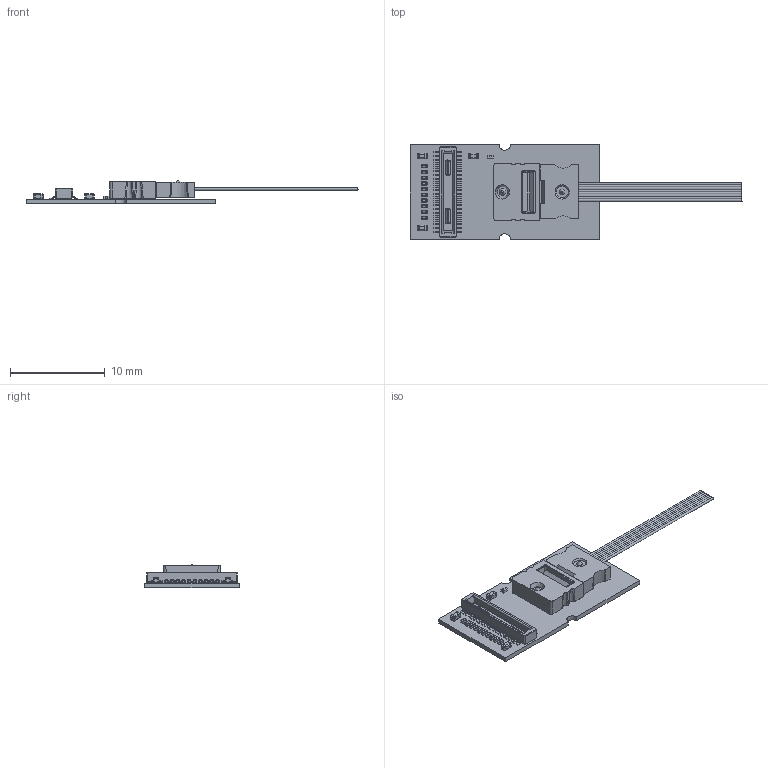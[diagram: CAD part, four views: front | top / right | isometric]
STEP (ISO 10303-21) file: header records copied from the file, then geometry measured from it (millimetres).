
FILE_DESCRIPTION(/* description */ (''),/* implementation_level */ '2;1');
FILE_NAME(/* name */ 'CERN_VTRxPlus_V7_with_pigtail.stp',/* time_stamp */ '2018-10-08T14:31:32+02:00',/* author */ ('csoos'),/* organization */ (''),/* preprocessor_version */ 'ST-DEVELOPER v15.6',/* originating_system */ 'Autodesk Inventor 2015',/* authorisation */ '');
FILE_SCHEMA (('AUTOMOTIVE_DESIGN { 1 0 10303 214 3 1 1 }'));
Length unit declared in the file: micrometre
Products named in the file (35): Board; CAPC0603X33N; C4; C3; C2; C1; RESC0603X28N; TH1; C7; C6; C5; DF40C-40DP; J1; PHILIPS_ULMPIN-14-TT-N0101U; D2; PHILIPS_ULM850-14-TT-N0104U; D1; CAPC1005X55N; C12; C11; C10; C9; C8; CERN_GBTIA; IC2; CERN_LDQ10v2; IC1; C13; OT-006_f; LEDLP_8CH; LP1; OT-007_f; ribbon; LP1_jumper; CERN_VTRxPlus_V7
Assembly tree (45 placements, depth 4):
  CERN_VTRxPlus_V7
    Board
    C4
      CAPC0603X33N
    C3
      CAPC0603X33N
    C2
      CAPC0603X33N
    C1
      CAPC0603X33N
    TH1
      RESC0603X28N
    C7
      CAPC0603X33N
    C6
      CAPC0603X33N
    C5
      CAPC0603X33N
    J1
      DF40C-40DP
    D2
      PHILIPS_ULMPIN-14-TT-N0101U
    D1
      PHILIPS_ULM850-14-TT-N0104U
    C12
      CAPC1005X55N
    C11
      CAPC1005X55N
    C10
      CAPC0603X33N
    C9
      CAPC0603X33N
    C8
      CAPC0603X33N
    IC2
      CERN_GBTIA
    IC1
      CERN_LDQ10v2
    C13
      CAPC1005X55N
    LP1
      LEDLP_8CH
        OT-006_f
    LP1_jumper
      OT-007_f
      ribbon
Bounding box: 35.04 x 10 x 2.51 mm (x, y, z)
Volume: 180.4 mm3; surface area: 906.5 mm2
Topology: 129 solids, 131 shells, 2335 faces, 5901 edges, 3694 vertices
Faces by surface type: plane 1484, cylinder 615, sphere 112, cone 56, bspline 47, torus 21
Full cylindrical faces by diameter (mm): 0.126 x8, 0.25 x2, 0.35 x2, 0.6 x4, 0.7 x6, 0.9 x2, 1 x4
Entity records: 57524 total; most frequent: CARTESIAN_POINT 11802, ORIENTED_EDGE 9242, DIRECTION 9208, EDGE_CURVE 4614, LINE 3550, VECTOR 3550, VERTEX_POINT 3052, AXIS2_PLACEMENT_3D 2829
